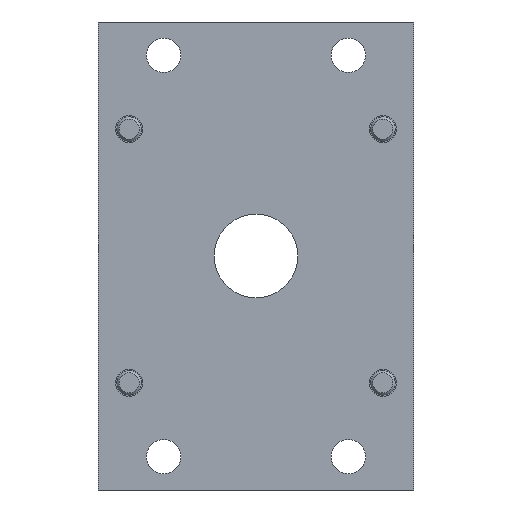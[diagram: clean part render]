
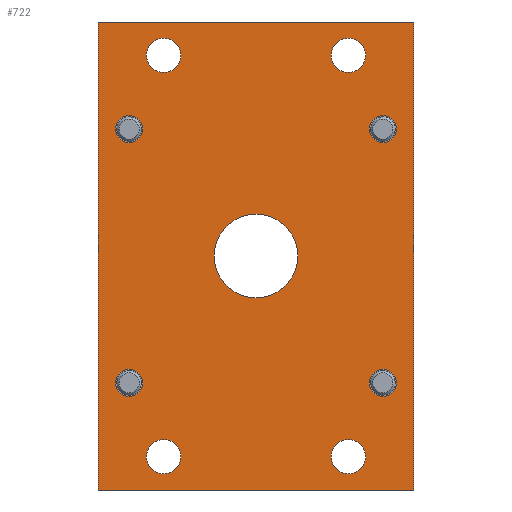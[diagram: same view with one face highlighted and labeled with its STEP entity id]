
A CAD part, front view. The second image highlights one B-rep face of the part: STEP entity #722.
In plain terms, the highlighted planar face has unit normal (0, -1, 0).
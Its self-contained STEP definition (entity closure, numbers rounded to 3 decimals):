
#60=LINE('',#1157,#90);
#64=LINE('',#1166,#94);
#67=LINE('',#1172,#97);
#70=LINE('',#1183,#100);
#90=VECTOR('',#923,1000.);
#94=VECTOR('',#929,1000.);
#97=VECTOR('',#934,1000.);
#100=VECTOR('',#945,1000.);
#125=PLANE('',#819);
#184=ORIENTED_EDGE('',*,*,#315,.T.);
#185=ORIENTED_EDGE('',*,*,#313,.T.);
#186=ORIENTED_EDGE('',*,*,#311,.T.);
#187=ORIENTED_EDGE('',*,*,#317,.T.);
#188=ORIENTED_EDGE('',*,*,#341,.T.);
#189=ORIENTED_EDGE('',*,*,#342,.T.);
#190=ORIENTED_EDGE('',*,*,#343,.T.);
#191=ORIENTED_EDGE('',*,*,#344,.T.);
#192=ORIENTED_EDGE('',*,*,#330,.T.);
#193=ORIENTED_EDGE('',*,*,#319,.F.);
#194=ORIENTED_EDGE('',*,*,#331,.F.);
#195=ORIENTED_EDGE('',*,*,#326,.F.);
#196=ORIENTED_EDGE('',*,*,#323,.F.);
#311=EDGE_CURVE('',#394,#394,#456,.T.);
#313=EDGE_CURVE('',#396,#396,#458,.T.);
#315=EDGE_CURVE('',#398,#398,#460,.T.);
#317=EDGE_CURVE('',#400,#400,#462,.T.);
#319=EDGE_CURVE('',#402,#403,#60,.T.);
#323=EDGE_CURVE('',#403,#406,#64,.T.);
#326=EDGE_CURVE('',#406,#408,#67,.T.);
#330=EDGE_CURVE('',#411,#411,#465,.T.);
#331=EDGE_CURVE('',#408,#402,#70,.T.);
#341=EDGE_CURVE('',#420,#420,#474,.T.);
#342=EDGE_CURVE('',#421,#421,#475,.T.);
#343=EDGE_CURVE('',#422,#422,#476,.T.);
#344=EDGE_CURVE('',#423,#423,#477,.T.);
#394=VERTEX_POINT('',#1138);
#396=VERTEX_POINT('',#1143);
#398=VERTEX_POINT('',#1148);
#400=VERTEX_POINT('',#1153);
#402=VERTEX_POINT('',#1158);
#403=VERTEX_POINT('',#1159);
#406=VERTEX_POINT('',#1167);
#408=VERTEX_POINT('',#1173);
#411=VERTEX_POINT('',#1181);
#420=VERTEX_POINT('',#1204);
#421=VERTEX_POINT('',#1206);
#422=VERTEX_POINT('',#1208);
#423=VERTEX_POINT('',#1210);
#456=CIRCLE('',#792,5.5);
#458=CIRCLE('',#795,5.5);
#460=CIRCLE('',#798,5.5);
#462=CIRCLE('',#801,5.5);
#465=CIRCLE('',#808,17.);
#474=CIRCLE('',#820,7.);
#475=CIRCLE('',#821,7.);
#476=CIRCLE('',#822,7.);
#477=CIRCLE('',#823,7.);
#527=EDGE_LOOP('',(#184));
#528=EDGE_LOOP('',(#185));
#529=EDGE_LOOP('',(#186));
#530=EDGE_LOOP('',(#187));
#531=EDGE_LOOP('',(#188));
#532=EDGE_LOOP('',(#189));
#533=EDGE_LOOP('',(#190));
#534=EDGE_LOOP('',(#191));
#535=EDGE_LOOP('',(#192));
#536=EDGE_LOOP('',(#193,#194,#195,#196));
#623=FACE_BOUND('',#527,.T.);
#624=FACE_BOUND('',#528,.T.);
#625=FACE_BOUND('',#529,.T.);
#626=FACE_BOUND('',#530,.T.);
#627=FACE_BOUND('',#531,.T.);
#628=FACE_BOUND('',#532,.T.);
#629=FACE_BOUND('',#533,.T.);
#630=FACE_BOUND('',#534,.T.);
#631=FACE_BOUND('',#535,.T.);
#632=FACE_BOUND('',#536,.T.);
#722=ADVANCED_FACE('',(#623,#624,#625,#626,#627,#628,#629,#630,#631,#632),
#125,.F.);
#792=AXIS2_PLACEMENT_3D('',#1137,#899,#900);
#795=AXIS2_PLACEMENT_3D('',#1142,#905,#906);
#798=AXIS2_PLACEMENT_3D('',#1147,#911,#912);
#801=AXIS2_PLACEMENT_3D('',#1152,#917,#918);
#808=AXIS2_PLACEMENT_3D('',#1180,#941,#942);
#819=AXIS2_PLACEMENT_3D('',#1202,#965,#966);
#820=AXIS2_PLACEMENT_3D('',#1203,#967,#968);
#821=AXIS2_PLACEMENT_3D('',#1205,#969,#970);
#822=AXIS2_PLACEMENT_3D('',#1207,#971,#972);
#823=AXIS2_PLACEMENT_3D('',#1209,#973,#974);
#899=DIRECTION('',(0.,1.,0.));
#900=DIRECTION('',(1.,0.,0.));
#905=DIRECTION('',(0.,1.,0.));
#906=DIRECTION('',(1.,0.,0.));
#911=DIRECTION('',(0.,1.,0.));
#912=DIRECTION('',(1.,0.,0.));
#917=DIRECTION('',(0.,1.,0.));
#918=DIRECTION('',(1.,0.,0.));
#923=DIRECTION('',(0.,0.,1.));
#929=DIRECTION('',(1.,0.,0.));
#934=DIRECTION('',(0.,0.,-1.));
#941=DIRECTION('',(0.,1.,0.));
#942=DIRECTION('',(1.,0.,0.));
#945=DIRECTION('',(-1.,0.,0.));
#965=DIRECTION('',(0.,1.,0.));
#966=DIRECTION('',(0.,0.,1.));
#967=DIRECTION('',(0.,1.,0.));
#968=DIRECTION('',(1.,0.,0.));
#969=DIRECTION('',(0.,1.,0.));
#970=DIRECTION('',(1.,0.,0.));
#971=DIRECTION('',(0.,1.,0.));
#972=DIRECTION('',(1.,0.,0.));
#973=DIRECTION('',(0.,1.,0.));
#974=DIRECTION('',(1.,0.,0.));
#1137=CARTESIAN_POINT('',(51.5,0.,-51.5));
#1138=CARTESIAN_POINT('',(57.,0.,-51.5));
#1142=CARTESIAN_POINT('',(-51.5,0.,-51.5));
#1143=CARTESIAN_POINT('',(-46.,0.,-51.5));
#1147=CARTESIAN_POINT('',(51.5,0.,51.5));
#1148=CARTESIAN_POINT('',(57.,0.,51.5));
#1152=CARTESIAN_POINT('',(-51.5,0.,51.5));
#1153=CARTESIAN_POINT('',(-46.,0.,51.5));
#1157=CARTESIAN_POINT('',(-64.,0.,-95.));
#1158=CARTESIAN_POINT('',(-64.,0.,-95.));
#1159=CARTESIAN_POINT('',(-64.,0.,95.));
#1166=CARTESIAN_POINT('',(-64.,0.,95.));
#1167=CARTESIAN_POINT('',(64.,0.,95.));
#1172=CARTESIAN_POINT('',(64.,0.,95.));
#1173=CARTESIAN_POINT('',(64.,0.,-95.));
#1180=CARTESIAN_POINT('',(0.,0.,0.));
#1181=CARTESIAN_POINT('',(17.,0.,0.));
#1183=CARTESIAN_POINT('',(64.,0.,-95.));
#1202=CARTESIAN_POINT('',(0.,0.,0.));
#1203=CARTESIAN_POINT('',(37.5,0.,81.5));
#1204=CARTESIAN_POINT('',(44.5,0.,81.5));
#1205=CARTESIAN_POINT('',(-37.5,0.,-81.5));
#1206=CARTESIAN_POINT('',(-30.5,0.,-81.5));
#1207=CARTESIAN_POINT('',(37.5,0.,-81.5));
#1208=CARTESIAN_POINT('',(44.5,0.,-81.5));
#1209=CARTESIAN_POINT('',(-37.5,0.,81.5));
#1210=CARTESIAN_POINT('',(-30.5,0.,81.5));
